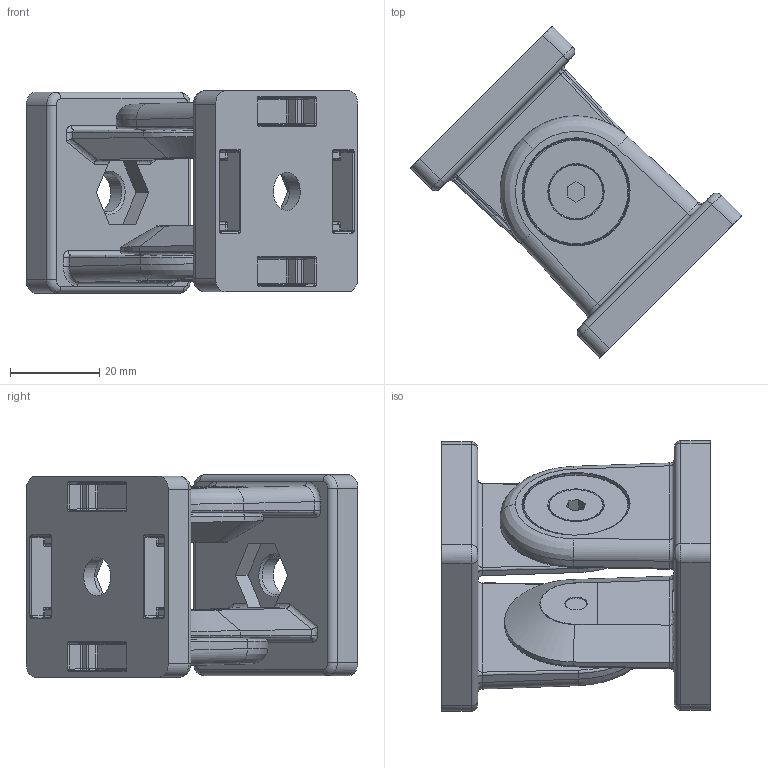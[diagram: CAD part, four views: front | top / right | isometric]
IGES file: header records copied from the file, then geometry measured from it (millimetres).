
Global section: file name: 324545.1; native system: Autodesk Inventor 2021; preprocessor: unknown; author: Mrówczyńska,,; organization: 11; date: 20220812.090147; units: millimetre
Bounding box: 74.25 x 74.25 x 45.3 mm (x, y, z)
Volume: 51915.7 mm3; surface area: 30822.6 mm2
Topology: 11 solids, 11 shells, 1198 faces, 2832 edges, 1558 vertices
Faces by surface type: bspline 1198
